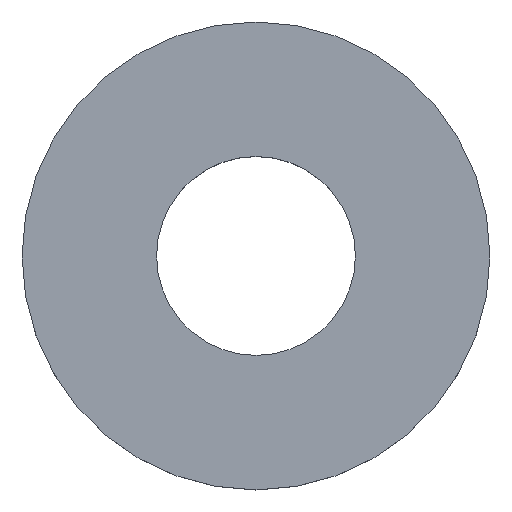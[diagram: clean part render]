
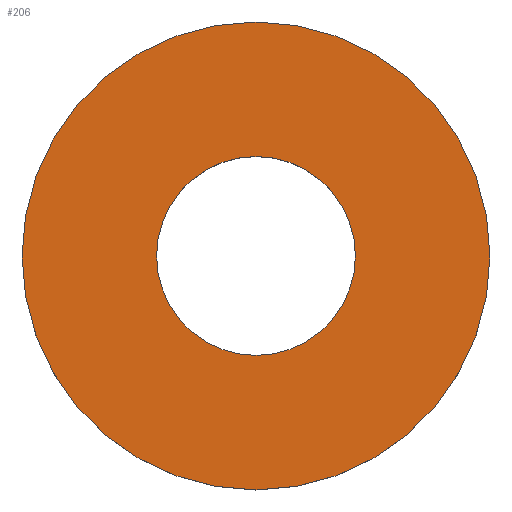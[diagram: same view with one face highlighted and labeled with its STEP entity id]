
A CAD part, top view. The second image highlights one B-rep face of the part: STEP entity #206.
In plain terms, the highlighted planar face has unit normal (0, 0, 1).
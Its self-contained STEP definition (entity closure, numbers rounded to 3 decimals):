
#10 = CARTESIAN_POINT ( 'NONE',  ( 0., 0., 0.4 ) ) ;
#26 = DIRECTION ( 'NONE',  ( 1., 0., 0. ) ) ;
#27 = DIRECTION ( 'NONE',  ( 0., 0., 1. ) ) ;
#29 = DIRECTION ( 'NONE',  ( 1., 0., 0. ) ) ;
#30 = DIRECTION ( 'NONE',  ( 0., 0., 1. ) ) ;
#32 = CARTESIAN_POINT ( 'NONE',  ( 0., 0., 0.4 ) ) ;
#33 = DIRECTION ( 'NONE',  ( 1., 0., 0. ) ) ;
#34 = DIRECTION ( 'NONE',  ( 0., 0., 1. ) ) ;
#39 = DIRECTION ( 'NONE',  ( 1., 0., 0. ) ) ;
#40 = DIRECTION ( 'NONE',  ( 0., 0., 1. ) ) ;
#41 = CARTESIAN_POINT ( 'NONE',  ( 0., 0., 0.4 ) ) ;
#42 = CARTESIAN_POINT ( 'NONE',  ( 0., 0., 0.4 ) ) ;
#56 = DIRECTION ( 'NONE',  ( 1., 0., 0. ) ) ;
#57 = DIRECTION ( 'NONE',  ( 0., 0., 1. ) ) ;
#65 = CARTESIAN_POINT ( 'NONE',  ( 2., 0., 0.4 ) ) ;
#72 = CARTESIAN_POINT ( 'NONE',  ( 0.85, 0., 0.4 ) ) ;
#74 = PLANE ( 'NONE',  #249 ) ;
#76 = VERTEX_POINT ( 'NONE', #90 ) ;
#77 = CARTESIAN_POINT ( 'NONE',  ( 0., 0., 0.4 ) ) ;
#81 = VERTEX_POINT ( 'NONE', #95 ) ;
#83 = VERTEX_POINT ( 'NONE', #72 ) ;
#85 = VERTEX_POINT ( 'NONE', #65 ) ;
#90 = CARTESIAN_POINT ( 'NONE',  ( -0.85, 0., 0.4 ) ) ;
#95 = CARTESIAN_POINT ( 'NONE',  ( -2., 0., 0.4 ) ) ;
#109 = FACE_OUTER_BOUND ( 'NONE', #196, .T. ) ;
#135 = CIRCLE ( 'NONE', #229, 0.85 ) ;
#136 = FACE_BOUND ( 'NONE', #148, .T. ) ;
#143 = CIRCLE ( 'NONE', #248, 0.85 ) ;
#148 = EDGE_LOOP ( 'NONE', ( #161, #186 ) ) ;
#151 = CIRCLE ( 'NONE', #220, 2. ) ;
#161 = ORIENTED_EDGE ( 'NONE', *, *, #231, .F. ) ;
#169 = CIRCLE ( 'NONE', #221, 2. ) ;
#186 = ORIENTED_EDGE ( 'NONE', *, *, #235, .F. ) ;
#188 = ORIENTED_EDGE ( 'NONE', *, *, #237, .T. ) ;
#191 = ORIENTED_EDGE ( 'NONE', *, *, #233, .T. ) ;
#196 = EDGE_LOOP ( 'NONE', ( #191, #188 ) ) ;
#206 = ADVANCED_FACE ( 'NONE', ( #109, #136 ), #74, .T. ) ;
#220 = AXIS2_PLACEMENT_3D ( 'NONE', #41, #34, #33 ) ;
#221 = AXIS2_PLACEMENT_3D ( 'NONE', #10, #27, #26 ) ;
#229 = AXIS2_PLACEMENT_3D ( 'NONE', #32, #30, #29 ) ;
#231 = EDGE_CURVE ( 'NONE', #76, #83, #143, .T. ) ;
#233 = EDGE_CURVE ( 'NONE', #81, #85, #151, .T. ) ;
#235 = EDGE_CURVE ( 'NONE', #83, #76, #135, .T. ) ;
#237 = EDGE_CURVE ( 'NONE', #85, #81, #169, .T. ) ;
#248 = AXIS2_PLACEMENT_3D ( 'NONE', #42, #40, #39 ) ;
#249 = AXIS2_PLACEMENT_3D ( 'NONE', #77, #57, #56 ) ;
